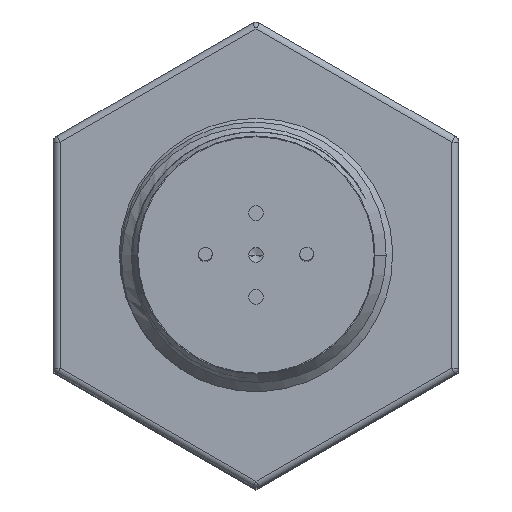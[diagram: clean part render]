
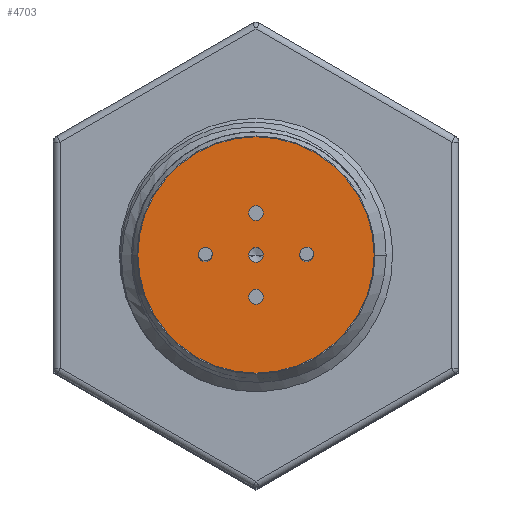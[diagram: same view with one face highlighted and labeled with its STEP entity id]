
A CAD part, top view. The second image highlights one B-rep face of the part: STEP entity #4703.
In plain terms, the highlighted planar face has unit normal (0, 0, 1).
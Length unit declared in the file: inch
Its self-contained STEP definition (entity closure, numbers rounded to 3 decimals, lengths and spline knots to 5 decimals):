
#90 = EDGE_CURVE ( 'NONE', #2032, #8327, #12936, .T. ) ;
#92 = AXIS2_PLACEMENT_3D ( 'NONE', #113, #1172, #12972 ) ;
#113 = CARTESIAN_POINT ( 'NONE',  ( 0., -0.155, 2.39 ) ) ;
#183 = CARTESIAN_POINT ( 'NONE',  ( -0.4375, 0., 2.39 ) ) ;
#330 = DIRECTION ( 'NONE',  ( 1., 0., 0. ) ) ;
#481 = DIRECTION ( 'NONE',  ( 0., 0., 1. ) ) ;
#610 = CIRCLE ( 'NONE', #5559, 0.025 ) ;
#864 = ORIENTED_EDGE ( 'NONE', *, *, #5474, .T. ) ;
#961 = CARTESIAN_POINT ( 'NONE',  ( 0., 0., 2.39 ) ) ;
#984 = CARTESIAN_POINT ( 'NONE',  ( 0.0275, 0., 2.39 ) ) ;
#987 = CARTESIAN_POINT ( 'NONE',  ( -0.21217, -0.00406, 2.39 ) ) ;
#992 = EDGE_CURVE ( 'NONE', #1126, #5759, #3034, .T. ) ;
#1126 = VERTEX_POINT ( 'NONE', #2335 ) ;
#1172 = DIRECTION ( 'NONE',  ( 0., 0., -1. ) ) ;
#1222 = ORIENTED_EDGE ( 'NONE', *, *, #12128, .F. ) ;
#1477 = CARTESIAN_POINT ( 'NONE',  ( -0.1875, 0., 2.39 ) ) ;
#1539 = CARTESIAN_POINT ( 'NONE',  ( 0., 0., 2.39 ) ) ;
#1601 = DIRECTION ( 'NONE',  ( 0., 0., -1. ) ) ;
#1675 = ORIENTED_EDGE ( 'NONE', *, *, #8856, .T. ) ;
#1787 = VERTEX_POINT ( 'NONE', #7685 ) ;
#1871 = ORIENTED_EDGE ( 'NONE', *, *, #2362, .T. ) ;
#1920 = DIRECTION ( 'NONE',  ( 0., 0., 1. ) ) ;
#1960 = DIRECTION ( 'NONE',  ( 0., 0., 1. ) ) ;
#2032 = VERTEX_POINT ( 'NONE', #11855 ) ;
#2060 = ORIENTED_EDGE ( 'NONE', *, *, #3404, .F. ) ;
#2086 = ORIENTED_EDGE ( 'NONE', *, *, #10360, .F. ) ;
#2143 = DIRECTION ( 'NONE',  ( -1., 0., 0. ) ) ;
#2158 = EDGE_LOOP ( 'NONE', ( #1222, #2060 ) ) ;
#2221 = CIRCLE ( 'NONE', #10124, 0.0275 ) ;
#2335 = CARTESIAN_POINT ( 'NONE',  ( 0.0275, -0.155, 2.39 ) ) ;
#2362 = EDGE_CURVE ( 'NONE', #8327, #2032, #13207, .T. ) ;
#2471 = CIRCLE ( 'NONE', #7245, 0.4375 ) ;
#2519 = FACE_BOUND ( 'NONE', #5331, .T. ) ;
#2570 = VERTEX_POINT ( 'NONE', #11270 ) ;
#2573 = CARTESIAN_POINT ( 'NONE',  ( 0.0275, 0.155, 2.39 ) ) ;
#2674 = DIRECTION ( 'NONE',  ( -1., 0., 0. ) ) ;
#2696 = DIRECTION ( 'NONE',  ( 1., 0., 0. ) ) ;
#2851 = VERTEX_POINT ( 'NONE', #11955 ) ;
#2890 = CIRCLE ( 'NONE', #8974, 0.025 ) ;
#3034 = CIRCLE ( 'NONE', #92, 0.0275 ) ;
#3146 = EDGE_CURVE ( 'NONE', #1787, #6573, #5327, .T. ) ;
#3176 = DIRECTION ( 'NONE',  ( 0., 0., -1. ) ) ;
#3321 = CARTESIAN_POINT ( 'NONE',  ( -0.0275, 0., 2.39 ) ) ;
#3404 = EDGE_CURVE ( 'NONE', #12154, #3805, #610, .T. ) ;
#3461 = ORIENTED_EDGE ( 'NONE', *, *, #3146, .T. ) ;
#3693 = DIRECTION ( 'NONE',  ( -1., 0., 0. ) ) ;
#3805 = VERTEX_POINT ( 'NONE', #987 ) ;
#3932 = CARTESIAN_POINT ( 'NONE',  ( -0.1875, 0., 2.39 ) ) ;
#3975 = CIRCLE ( 'NONE', #9591, 0.025 ) ;
#4079 = AXIS2_PLACEMENT_3D ( 'NONE', #12884, #5334, #2143 ) ;
#4089 = DIRECTION ( 'NONE',  ( 1., 0., 0. ) ) ;
#4579 = ORIENTED_EDGE ( 'NONE', *, *, #5067, .T. ) ;
#4703 = ADVANCED_FACE ( 'NONE', ( #7972, #12211, #2519, #6854, #11138, #5783 ), #12800, .F. ) ;
#4837 = DIRECTION ( 'NONE',  ( 0., 0., -1. ) ) ;
#4894 = EDGE_CURVE ( 'NONE', #12997, #2570, #2221, .T. ) ;
#4932 = CARTESIAN_POINT ( 'NONE',  ( -0.0275, -0.155, 2.39 ) ) ;
#5067 = EDGE_CURVE ( 'NONE', #2851, #6157, #10796, .T. ) ;
#5327 = CIRCLE ( 'NONE', #11649, 0.4375 ) ;
#5331 = EDGE_LOOP ( 'NONE', ( #6490, #1871 ) ) ;
#5334 = DIRECTION ( 'NONE',  ( 0., 0., -1. ) ) ;
#5474 = EDGE_CURVE ( 'NONE', #6573, #1787, #2471, .T. ) ;
#5559 = AXIS2_PLACEMENT_3D ( 'NONE', #1477, #6010, #2674 ) ;
#5722 = EDGE_LOOP ( 'NONE', ( #7773, #2086 ) ) ;
#5759 = VERTEX_POINT ( 'NONE', #4932 ) ;
#5783 = FACE_OUTER_BOUND ( 'NONE', #8789, .T. ) ;
#6010 = DIRECTION ( 'NONE',  ( 0., 0., 1. ) ) ;
#6157 = VERTEX_POINT ( 'NONE', #12832 ) ;
#6248 = DIRECTION ( 'NONE',  ( 1., 0., 0. ) ) ;
#6264 = CIRCLE ( 'NONE', #10544, 0.0275 ) ;
#6490 = ORIENTED_EDGE ( 'NONE', *, *, #90, .T. ) ;
#6536 = AXIS2_PLACEMENT_3D ( 'NONE', #3321, #10743, #8633 ) ;
#6573 = VERTEX_POINT ( 'NONE', #183 ) ;
#6789 = EDGE_CURVE ( 'NONE', #5759, #1126, #8365, .T. ) ;
#6854 = FACE_BOUND ( 'NONE', #8999, .T. ) ;
#6927 = AXIS2_PLACEMENT_3D ( 'NONE', #13572, #13426, #8202 ) ;
#7245 = AXIS2_PLACEMENT_3D ( 'NONE', #1539, #481, #330 ) ;
#7685 = CARTESIAN_POINT ( 'NONE',  ( 0.4375, 0., 2.39 ) ) ;
#7773 = ORIENTED_EDGE ( 'NONE', *, *, #4894, .F. ) ;
#7972 = FACE_BOUND ( 'NONE', #2158, .T. ) ;
#8082 = CARTESIAN_POINT ( 'NONE',  ( 0., 0., 2.39 ) ) ;
#8202 = DIRECTION ( 'NONE',  ( 1., 0., 0. ) ) ;
#8254 = DIRECTION ( 'NONE',  ( 0., 0., 1. ) ) ;
#8257 = EDGE_LOOP ( 'NONE', ( #1675, #4579 ) ) ;
#8327 = VERTEX_POINT ( 'NONE', #2573 ) ;
#8365 = CIRCLE ( 'NONE', #4079, 0.0275 ) ;
#8633 = DIRECTION ( 'NONE',  ( -1., 0., 0. ) ) ;
#8789 = EDGE_LOOP ( 'NONE', ( #3461, #864 ) ) ;
#8856 = EDGE_CURVE ( 'NONE', #6157, #2851, #3975, .T. ) ;
#8974 = AXIS2_PLACEMENT_3D ( 'NONE', #3932, #8254, #11498 ) ;
#8999 = EDGE_LOOP ( 'NONE', ( #9300, #12033 ) ) ;
#9300 = ORIENTED_EDGE ( 'NONE', *, *, #6789, .T. ) ;
#9459 = AXIS2_PLACEMENT_3D ( 'NONE', #12258, #4837, #3693 ) ;
#9591 = AXIS2_PLACEMENT_3D ( 'NONE', #12004, #3176, #12926 ) ;
#9627 = CARTESIAN_POINT ( 'NONE',  ( -0.16283, 0.00406, 2.39 ) ) ;
#10124 = AXIS2_PLACEMENT_3D ( 'NONE', #11604, #1920, #6248 ) ;
#10360 = EDGE_CURVE ( 'NONE', #2570, #12997, #6264, .T. ) ;
#10544 = AXIS2_PLACEMENT_3D ( 'NONE', #8082, #12381, #2696 ) ;
#10743 = DIRECTION ( 'NONE',  ( 0., 0., -1. ) ) ;
#10796 = CIRCLE ( 'NONE', #9459, 0.025 ) ;
#11138 = FACE_BOUND ( 'NONE', #5722, .T. ) ;
#11270 = CARTESIAN_POINT ( 'NONE',  ( -0.0275, 0., 2.39 ) ) ;
#11498 = DIRECTION ( 'NONE',  ( -1., 0., 0. ) ) ;
#11604 = CARTESIAN_POINT ( 'NONE',  ( 0., 0., 2.39 ) ) ;
#11649 = AXIS2_PLACEMENT_3D ( 'NONE', #961, #1960, #4089 ) ;
#11855 = CARTESIAN_POINT ( 'NONE',  ( -0.0275, 0.155, 2.39 ) ) ;
#11955 = CARTESIAN_POINT ( 'NONE',  ( 0.16283, -0.00406, 2.39 ) ) ;
#12004 = CARTESIAN_POINT ( 'NONE',  ( 0.1875, 0., 2.39 ) ) ;
#12033 = ORIENTED_EDGE ( 'NONE', *, *, #992, .T. ) ;
#12035 = AXIS2_PLACEMENT_3D ( 'NONE', #13760, #1601, #12617 ) ;
#12128 = EDGE_CURVE ( 'NONE', #3805, #12154, #2890, .T. ) ;
#12154 = VERTEX_POINT ( 'NONE', #9627 ) ;
#12211 = FACE_BOUND ( 'NONE', #8257, .T. ) ;
#12258 = CARTESIAN_POINT ( 'NONE',  ( 0.1875, 0., 2.39 ) ) ;
#12381 = DIRECTION ( 'NONE',  ( 0., 0., 1. ) ) ;
#12617 = DIRECTION ( 'NONE',  ( 1., 0., 0. ) ) ;
#12800 = PLANE ( 'NONE',  #6536 ) ;
#12832 = CARTESIAN_POINT ( 'NONE',  ( 0.21217, 0.00406, 2.39 ) ) ;
#12884 = CARTESIAN_POINT ( 'NONE',  ( 0., -0.155, 2.39 ) ) ;
#12926 = DIRECTION ( 'NONE',  ( -1., 0., 0. ) ) ;
#12936 = CIRCLE ( 'NONE', #12035, 0.0275 ) ;
#12972 = DIRECTION ( 'NONE',  ( -1., 0., 0. ) ) ;
#12997 = VERTEX_POINT ( 'NONE', #984 ) ;
#13207 = CIRCLE ( 'NONE', #6927, 0.0275 ) ;
#13426 = DIRECTION ( 'NONE',  ( 0., 0., -1. ) ) ;
#13572 = CARTESIAN_POINT ( 'NONE',  ( 0., 0.155, 2.39 ) ) ;
#13760 = CARTESIAN_POINT ( 'NONE',  ( 0., 0.155, 2.39 ) ) ;
